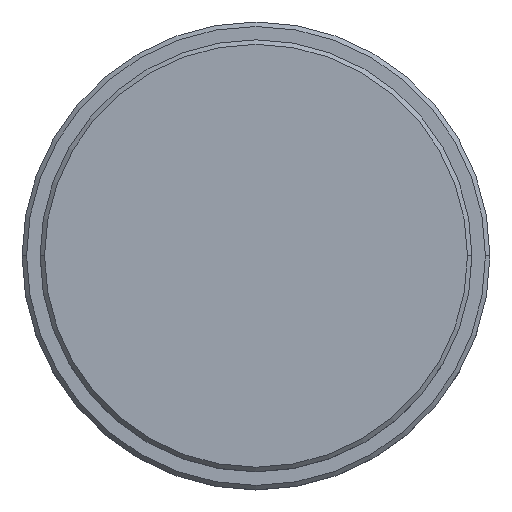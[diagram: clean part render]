
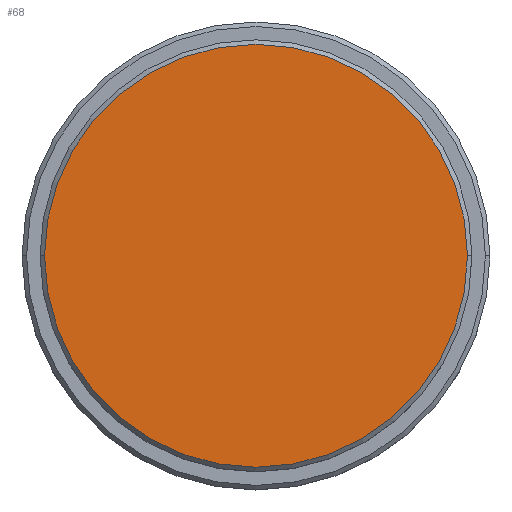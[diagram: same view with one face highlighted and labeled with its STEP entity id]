
A CAD part, top view. The second image highlights one B-rep face of the part: STEP entity #68.
In plain terms, the highlighted planar face has unit normal (0, 0, 1).
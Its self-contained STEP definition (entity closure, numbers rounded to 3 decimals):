
#2 = VERTEX_POINT ( 'NONE', #902 ) ;
#68 = ADVANCED_FACE ( 'NONE', ( #104 ), #546, .T. ) ;
#104 = FACE_OUTER_BOUND ( 'NONE', #315, .T. ) ;
#115 = CARTESIAN_POINT ( 'NONE',  ( 0., 0., 0. ) ) ;
#147 = CIRCLE ( 'NONE', #1160, 23.5 ) ;
#287 = DIRECTION ( 'NONE',  ( 0., 0., 1. ) ) ;
#315 = EDGE_LOOP ( 'NONE', ( #529, #1377 ) ) ;
#339 = DIRECTION ( 'NONE',  ( 1., 0., 0. ) ) ;
#458 = DIRECTION ( 'NONE',  ( 0., 0., 1. ) ) ;
#529 = ORIENTED_EDGE ( 'NONE', *, *, #591, .T. ) ;
#546 = PLANE ( 'NONE',  #1405 ) ;
#591 = EDGE_CURVE ( 'NONE', #1261, #2, #147, .T. ) ;
#725 = DIRECTION ( 'NONE',  ( 1., 0., 0. ) ) ;
#872 = DIRECTION ( 'NONE',  ( 0., 0., 1. ) ) ;
#896 = DIRECTION ( 'NONE',  ( 1., 0., 0. ) ) ;
#902 = CARTESIAN_POINT ( 'NONE',  ( 23.5, 0., 0. ) ) ;
#1104 = CARTESIAN_POINT ( 'NONE',  ( 0., 0., 0. ) ) ;
#1114 = AXIS2_PLACEMENT_3D ( 'NONE', #1269, #287, #725 ) ;
#1148 = CARTESIAN_POINT ( 'NONE',  ( -23.5, 0., 0. ) ) ;
#1160 = AXIS2_PLACEMENT_3D ( 'NONE', #115, #872, #339 ) ;
#1185 = CIRCLE ( 'NONE', #1114, 23.5 ) ;
#1241 = EDGE_CURVE ( 'NONE', #2, #1261, #1185, .T. ) ;
#1261 = VERTEX_POINT ( 'NONE', #1148 ) ;
#1269 = CARTESIAN_POINT ( 'NONE',  ( 0., 0., 0. ) ) ;
#1377 = ORIENTED_EDGE ( 'NONE', *, *, #1241, .T. ) ;
#1405 = AXIS2_PLACEMENT_3D ( 'NONE', #1104, #458, #896 ) ;
